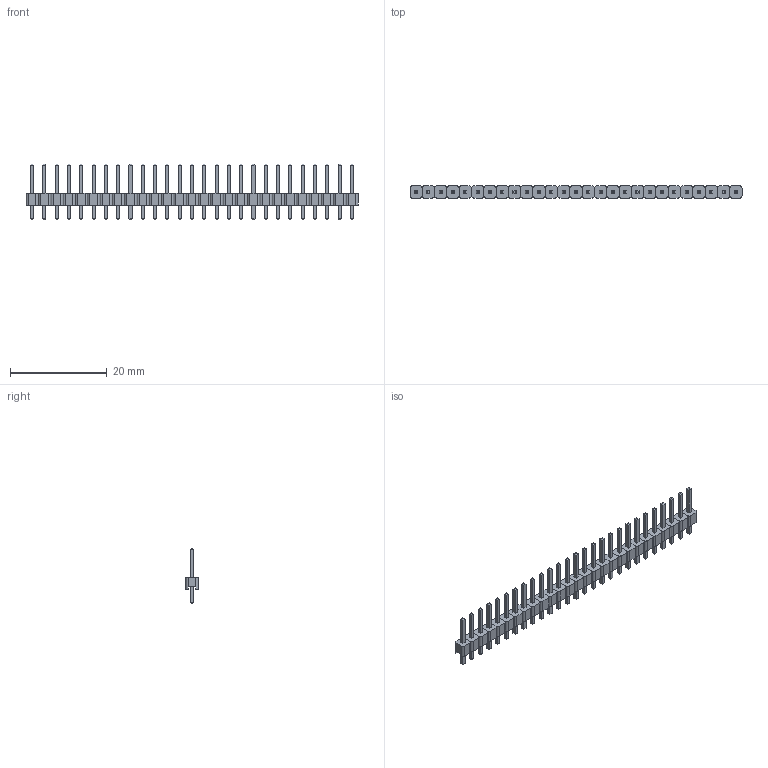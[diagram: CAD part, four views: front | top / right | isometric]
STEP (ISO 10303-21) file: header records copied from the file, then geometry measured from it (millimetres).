
FILE_DESCRIPTION(('FreeCAD Model'),'2;1');
FILE_NAME('Open CASCADE Shape Model','2022-03-28T08:12:50',( 'Engenharia Metaltex'),('Metaltex'), 'Open CASCADE STEP processor 7.5','FreeCAD','Unknown');
FILE_SCHEMA(('AUTOMOTIVE_DESIGN { 1 0 10303 214 1 1 1 1 }'));
Length unit declared in the file: millimetre
Products named in the file (82): Barra_de_pinos; 27; Pino026; Base026; 1; Pino; Base; 2; Pino001; Base001; 3; Pino002; Base002; 4; Pino003; Base003; 5; Pino004; Base004; 6; Pino005; Base005; 7; Pino006; Base006; 8; Pino007; Base007; 9; Pino008; Base008; 10; Pino009; Base009; 11; Pino010; Base010; 12; Pino011; Base011 ...
Assembly tree (81 placements, depth 3):
  Barra_de_pinos
    27
      Pino026
      Base026
    1
      Pino
      Base
    2
      Pino001
      Base001
    3
      Pino002
      Base002
    4
      Pino003
      Base003
    5
      Pino004
      Base004
    6
      Pino005
      Base005
    7
      Pino006
      Base006
    8
      Pino007
      Base007
    9
      Pino008
      Base008
    10
      Pino009
      Base009
    11
      Pino010
      Base010
    12
      Pino011
      Base011
    13
      Pino012
      Base012
    14
      Pino013
      Base013
    15
      Pino014
      Base014
    16
      Pino015
      Base015
    17
      Pino016
      Base016
    18
      Pino017
      Base017
    19
      Pino018
Bounding box: 68.58 x 2.54 x 11.54 mm (x, y, z)
Volume: 477.4 mm3; surface area: 1921.3 mm2
Topology: 54 solids, 54 shells, 864 faces, 1944 edges, 1188 vertices
Faces by surface type: plane 756, cylinder 108
Entity records: 50941 total; most frequent: CARTESIAN_POINT 8614, DIRECTION 7832, LINE 5400, VECTOR 5400, ORIENTED_EDGE 3888, PCURVE 3888, DEFINITIONAL_REPRESENTATION 3888, EDGE_CURVE 1944
